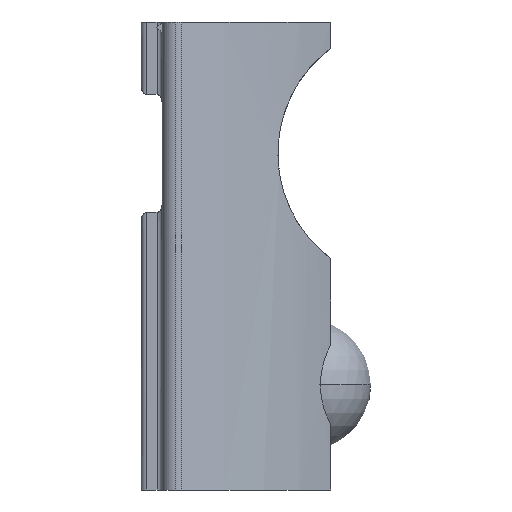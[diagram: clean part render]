
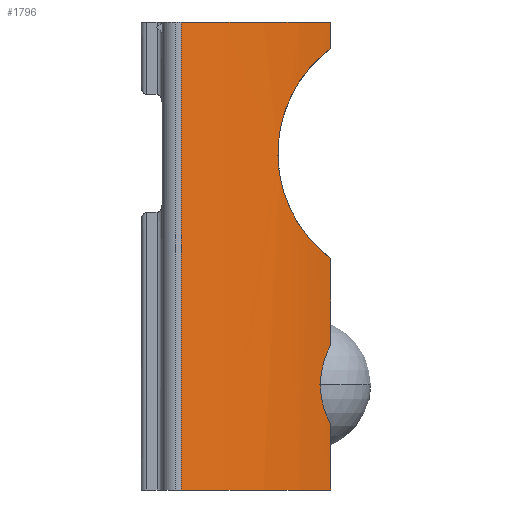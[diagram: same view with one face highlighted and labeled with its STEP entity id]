
A CAD part, left-side view. The second image highlights one B-rep face of the part: STEP entity #1796.
In plain terms, the highlighted cylindrical face has radius 15 mm (diameter 30 mm), a partial arc.
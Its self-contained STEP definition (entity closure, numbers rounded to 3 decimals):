
#5 = DIRECTION ( 'NONE',  ( 0., 0., -1. ) ) ;
#48 = VECTOR ( 'NONE', #5, 1000. ) ;
#55 = EDGE_CURVE ( 'NONE', #579, #135, #2457, .T. ) ;
#60 = EDGE_CURVE ( 'NONE', #135, #1192, #2435, .T. ) ;
#102 = EDGE_CURVE ( 'NONE', #2099, #1192, #2300, .T. ) ;
#135 = VERTEX_POINT ( 'NONE', #1238 ) ;
#213 = EDGE_CURVE ( 'NONE', #2333, #361, #717, .T. ) ;
#264 = ORIENTED_EDGE ( 'NONE', *, *, #279, .F. ) ;
#279 = EDGE_CURVE ( 'NONE', #579, #2333, #2489, .T. ) ;
#289 = EDGE_CURVE ( 'NONE', #2099, #1034, #1172, .T. ) ;
#361 = VERTEX_POINT ( 'NONE', #2326 ) ;
#362 = CARTESIAN_POINT ( 'NONE',  ( -2.5, -6.818, 4. ) ) ;
#369 = AXIS2_PLACEMENT_3D ( 'NONE', #2360, #2356, #2348 ) ;
#387 = CARTESIAN_POINT ( 'NONE',  ( -2., -7.2, 16.8 ) ) ;
#405 = CARTESIAN_POINT ( 'NONE',  ( -2., -7.2, 17.8 ) ) ;
#417 = B_SPLINE_CURVE_WITH_KNOTS ( 'NONE', 3,
 ( #1347, #1110, #1089, #1087, #1078, #1075, #1072, #1066 ),
 .UNSPECIFIED., .F., .F.,
 ( 4, 2, 2, 4 ),
 ( 0.002, 0.002, 0.002, 0.003 ),
 .UNSPECIFIED. ) ;
#523 = ORIENTED_EDGE ( 'NONE', *, *, #102, .F. ) ;
#579 = VERTEX_POINT ( 'NONE', #1062 ) ;
#654 = CARTESIAN_POINT ( 'NONE',  ( -2., -7.2, 2.5 ) ) ;
#683 = CARTESIAN_POINT ( 'NONE',  ( -2., -7.2, 17.8 ) ) ;
#688 = DIRECTION ( 'NONE',  ( 0., 0., -1. ) ) ;
#717 = LINE ( 'NONE', #683, #2689 ) ;
#788 = DIRECTION ( 'NONE',  ( 0., 0., -1. ) ) ;
#830 = B_SPLINE_CURVE_WITH_KNOTS ( 'NONE', 3,
 ( #1755, #1752, #1708, #1697, #1693, #1682, #1676, #1669, #1666, #1656, #1649, #1639, #1835, #1843, #1852, #1634, #1623, #1620, #1608, #1605, #1591, #1182, #1117, #387 ),
 .UNSPECIFIED., .F., .F.,
 ( 4, 2, 2, 2, 2, 2, 2, 2, 2, 2, 2, 4 ),
 ( 0., 0.001, 0.002, 0.003, 0.004, 0.005, 0.005, 0.006, 0.007, 0.008, 0.009, 0.011 ),
 .UNSPECIFIED. ) ;
#890 = AXIS2_PLACEMENT_3D ( 'NONE', #2085, #2680, #2153 ) ;
#1034 = VERTEX_POINT ( 'NONE', #362 ) ;
#1062 = CARTESIAN_POINT ( 'NONE',  ( -6.702, -1.514, 17.8 ) ) ;
#1066 = CARTESIAN_POINT ( 'NONE',  ( -2., -7.2, 5.5 ) ) ;
#1072 = CARTESIAN_POINT ( 'NONE',  ( -2.154, -7.088, 5.295 ) ) ;
#1075 = CARTESIAN_POINT ( 'NONE',  ( -2.279, -6.991, 5.062 ) ) ;
#1078 = CARTESIAN_POINT ( 'NONE',  ( -2.409, -6.89, 4.681 ) ) ;
#1087 = CARTESIAN_POINT ( 'NONE',  ( -2.443, -6.863, 4.547 ) ) ;
#1089 = CARTESIAN_POINT ( 'NONE',  ( -2.489, -6.827, 4.276 ) ) ;
#1110 = CARTESIAN_POINT ( 'NONE',  ( -2.5, -6.818, 4.139 ) ) ;
#1117 = CARTESIAN_POINT ( 'NONE',  ( -2.328, -6.96, 16.62 ) ) ;
#1118 = VERTEX_POINT ( 'NONE', #1886 ) ;
#1172 = B_SPLINE_CURVE_WITH_KNOTS ( 'NONE', 3,
 ( #2452, #1943, #2052, #2174, #2456, #1981, #2390, #2382 ),
 .UNSPECIFIED., .F., .F.,
 ( 4, 2, 2, 4 ),
 ( 0., 0.001, 0.001, 0.002 ),
 .UNSPECIFIED. ) ;
#1182 = CARTESIAN_POINT ( 'NONE',  ( -2.628, -6.72, 16.407 ) ) ;
#1192 = VERTEX_POINT ( 'NONE', #1746 ) ;
#1203 = EDGE_CURVE ( 'NONE', #1879, #361, #830, .T. ) ;
#1211 = EDGE_LOOP ( 'NONE', ( #1247, #1998, #2656, #264, #1906, #2681, #523, #1230, #2400 ) ) ;
#1219 = VECTOR ( 'NONE', #788, 1000. ) ;
#1224 = LINE ( 'NONE', #405, #1219 ) ;
#1230 = ORIENTED_EDGE ( 'NONE', *, *, #289, .T. ) ;
#1238 = CARTESIAN_POINT ( 'NONE',  ( -6.702, -1.514, 0. ) ) ;
#1247 = ORIENTED_EDGE ( 'NONE', *, *, #1740, .F. ) ;
#1347 = CARTESIAN_POINT ( 'NONE',  ( -2.5, -6.818, 4. ) ) ;
#1349 = CARTESIAN_POINT ( 'NONE',  ( 6.854, 4.908, 17.8 ) ) ;
#1508 = EDGE_CURVE ( 'NONE', #1034, #1118, #417, .T. ) ;
#1582 = DIRECTION ( 'NONE',  ( 0., 0., -1. ) ) ;
#1591 = CARTESIAN_POINT ( 'NONE',  ( -3.17, -6.257, 15.893 ) ) ;
#1605 = CARTESIAN_POINT ( 'NONE',  ( -3.413, -6.031, 15.589 ) ) ;
#1608 = CARTESIAN_POINT ( 'NONE',  ( -3.809, -5.646, 14.901 ) ) ;
#1620 = CARTESIAN_POINT ( 'NONE',  ( -3.966, -5.482, 14.51 ) ) ;
#1623 = CARTESIAN_POINT ( 'NONE',  ( -4.123, -5.315, 13.889 ) ) ;
#1634 = CARTESIAN_POINT ( 'NONE',  ( -4.163, -5.272, 13.674 ) ) ;
#1639 = CARTESIAN_POINT ( 'NONE',  ( -4.215, -5.215, 12.354 ) ) ;
#1649 = CARTESIAN_POINT ( 'NONE',  ( -4.161, -5.274, 11.918 ) ) ;
#1656 = CARTESIAN_POINT ( 'NONE',  ( -4.122, -5.316, 11.706 ) ) ;
#1666 = CARTESIAN_POINT ( 'NONE',  ( -3.965, -5.482, 11.089 ) ) ;
#1669 = CARTESIAN_POINT ( 'NONE',  ( -3.808, -5.646, 10.698 ) ) ;
#1676 = CARTESIAN_POINT ( 'NONE',  ( -3.512, -5.935, 10.184 ) ) ;
#1682 = CARTESIAN_POINT ( 'NONE',  ( -3.403, -6.038, 10.023 ) ) ;
#1693 = CARTESIAN_POINT ( 'NONE',  ( -3.165, -6.257, 9.72 ) ) ;
#1697 = CARTESIAN_POINT ( 'NONE',  ( -3.035, -6.372, 9.579 ) ) ;
#1708 = CARTESIAN_POINT ( 'NONE',  ( -2.628, -6.72, 9.193 ) ) ;
#1740 = EDGE_CURVE ( 'NONE', #1879, #1118, #1224, .T. ) ;
#1746 = CARTESIAN_POINT ( 'NONE',  ( -2., -7.2, 0. ) ) ;
#1752 = CARTESIAN_POINT ( 'NONE',  ( -2.328, -6.96, 8.98 ) ) ;
#1755 = CARTESIAN_POINT ( 'NONE',  ( -2., -7.2, 8.8 ) ) ;
#1774 = DIRECTION ( 'NONE',  ( -1., 0., 0. ) ) ;
#1796 = ADVANCED_FACE ( 'NONE', ( #2167 ), #2189, .T. ) ;
#1835 = CARTESIAN_POINT ( 'NONE',  ( -4.229, -5.2, 12.577 ) ) ;
#1843 = CARTESIAN_POINT ( 'NONE',  ( -4.229, -5.2, 13.017 ) ) ;
#1852 = CARTESIAN_POINT ( 'NONE',  ( -4.216, -5.214, 13.237 ) ) ;
#1879 = VERTEX_POINT ( 'NONE', #2269 ) ;
#1886 = CARTESIAN_POINT ( 'NONE',  ( -2., -7.2, 5.5 ) ) ;
#1906 = ORIENTED_EDGE ( 'NONE', *, *, #55, .T. ) ;
#1943 = CARTESIAN_POINT ( 'NONE',  ( -2.154, -7.088, 2.705 ) ) ;
#1948 = AXIS2_PLACEMENT_3D ( 'NONE', #1349, #1582, #1774 ) ;
#1981 = CARTESIAN_POINT ( 'NONE',  ( -2.488, -6.828, 3.721 ) ) ;
#1998 = ORIENTED_EDGE ( 'NONE', *, *, #1203, .T. ) ;
#2018 = DIRECTION ( 'NONE',  ( 0., 0., -1. ) ) ;
#2052 = CARTESIAN_POINT ( 'NONE',  ( -2.278, -6.992, 2.936 ) ) ;
#2068 = CARTESIAN_POINT ( 'NONE',  ( -2., -7.2, 17.8 ) ) ;
#2085 = CARTESIAN_POINT ( 'NONE',  ( 6.854, 4.908, 17.8 ) ) ;
#2099 = VERTEX_POINT ( 'NONE', #654 ) ;
#2153 = DIRECTION ( 'NONE',  ( 1., 0., 0. ) ) ;
#2167 = FACE_OUTER_BOUND ( 'NONE', #1211, .T. ) ;
#2174 = CARTESIAN_POINT ( 'NONE',  ( -2.409, -6.89, 3.32 ) ) ;
#2189 = CYLINDRICAL_SURFACE ( 'NONE', #1948, 15. ) ;
#2269 = CARTESIAN_POINT ( 'NONE',  ( -2., -7.2, 8.8 ) ) ;
#2294 = VECTOR ( 'NONE', #2018, 1000. ) ;
#2300 = LINE ( 'NONE', #2068, #2294 ) ;
#2326 = CARTESIAN_POINT ( 'NONE',  ( -2., -7.2, 16.8 ) ) ;
#2333 = VERTEX_POINT ( 'NONE', #2461 ) ;
#2348 = DIRECTION ( 'NONE',  ( 1., 0., 0. ) ) ;
#2356 = DIRECTION ( 'NONE',  ( 0., 0., 1. ) ) ;
#2360 = CARTESIAN_POINT ( 'NONE',  ( 6.854, 4.908, 0. ) ) ;
#2382 = CARTESIAN_POINT ( 'NONE',  ( -2.5, -6.818, 4. ) ) ;
#2390 = CARTESIAN_POINT ( 'NONE',  ( -2.5, -6.818, 3.861 ) ) ;
#2400 = ORIENTED_EDGE ( 'NONE', *, *, #1508, .T. ) ;
#2435 = CIRCLE ( 'NONE', #369, 15. ) ;
#2452 = CARTESIAN_POINT ( 'NONE',  ( -2., -7.2, 2.5 ) ) ;
#2456 = CARTESIAN_POINT ( 'NONE',  ( -2.443, -6.863, 3.451 ) ) ;
#2457 = LINE ( 'NONE', #2646, #48 ) ;
#2461 = CARTESIAN_POINT ( 'NONE',  ( -2., -7.2, 17.8 ) ) ;
#2489 = CIRCLE ( 'NONE', #890, 15. ) ;
#2646 = CARTESIAN_POINT ( 'NONE',  ( -6.702, -1.514, 17.8 ) ) ;
#2656 = ORIENTED_EDGE ( 'NONE', *, *, #213, .F. ) ;
#2680 = DIRECTION ( 'NONE',  ( 0., 0., 1. ) ) ;
#2681 = ORIENTED_EDGE ( 'NONE', *, *, #60, .T. ) ;
#2689 = VECTOR ( 'NONE', #688, 1000. ) ;
